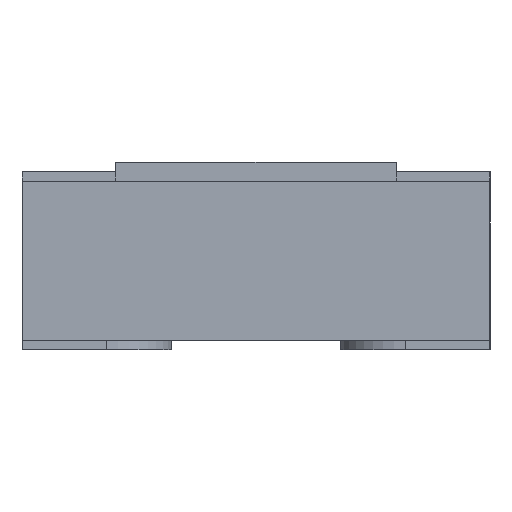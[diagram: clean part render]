
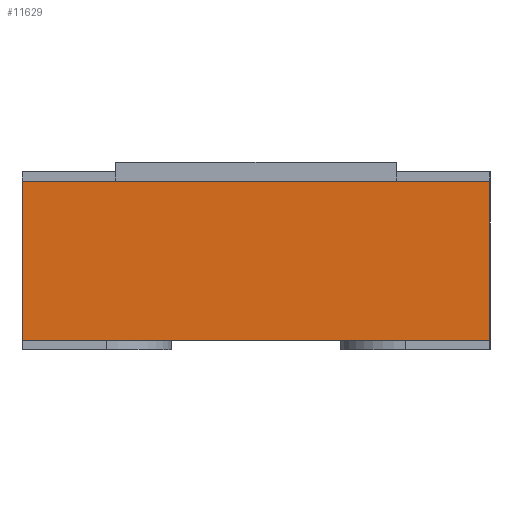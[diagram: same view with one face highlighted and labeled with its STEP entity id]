
A CAD part, left-side view. The second image highlights one B-rep face of the part: STEP entity #11629.
In plain terms, the highlighted planar face has unit normal (-1, 0, 0).
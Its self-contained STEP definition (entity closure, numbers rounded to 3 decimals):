
#1396 = ORIENTED_EDGE ( 'NONE', *, *, #11778, .F. ) ;
#2425 = LINE ( 'NONE', #10420, #8457 ) ;
#2998 = CARTESIAN_POINT ( 'NONE',  ( -1., -0.5, 0.34 ) ) ;
#3389 = ORIENTED_EDGE ( 'NONE', *, *, #11282, .F. ) ;
#4291 = CARTESIAN_POINT ( 'NONE',  ( -1., -0.5, 0. ) ) ;
#4394 = CARTESIAN_POINT ( 'NONE',  ( -1., -0.5, 0.34 ) ) ;
#4840 = VERTEX_POINT ( 'NONE', #15208 ) ;
#4913 = CARTESIAN_POINT ( 'NONE',  ( -1., -0.5, 0.34 ) ) ;
#6233 = CARTESIAN_POINT ( 'NONE',  ( -1., 0.5, 0.34 ) ) ;
#7078 = CARTESIAN_POINT ( 'NONE',  ( -1., -0.5, 0.34 ) ) ;
#7162 = DIRECTION ( 'NONE',  ( 0., 0., -1. ) ) ;
#8399 = FACE_OUTER_BOUND ( 'NONE', #18927, .T. ) ;
#8457 = VECTOR ( 'NONE', #7162, 1000. ) ;
#8574 = ORIENTED_EDGE ( 'NONE', *, *, #15365, .T. ) ;
#9059 = LINE ( 'NONE', #4394, #18512 ) ;
#9256 = DIRECTION ( 'NONE',  ( 0., 0., -1. ) ) ;
#10420 = CARTESIAN_POINT ( 'NONE',  ( -1., 0.5, 0.34 ) ) ;
#10878 = LINE ( 'NONE', #2998, #11003 ) ;
#11003 = VECTOR ( 'NONE', #9256, 1000. ) ;
#11282 = EDGE_CURVE ( 'NONE', #11702, #11785, #10878, .T. ) ;
#11629 = ADVANCED_FACE ( 'NONE', ( #8399 ), #11751, .F. ) ;
#11702 = VERTEX_POINT ( 'NONE', #4913 ) ;
#11751 = PLANE ( 'NONE',  #19439 ) ;
#11778 = EDGE_CURVE ( 'NONE', #13296, #11702, #9059, .T. ) ;
#11785 = VERTEX_POINT ( 'NONE', #4291 ) ;
#12425 = EDGE_CURVE ( 'NONE', #13296, #4840, #2425, .T. ) ;
#13296 = VERTEX_POINT ( 'NONE', #6233 ) ;
#14011 = CARTESIAN_POINT ( 'NONE',  ( -1., -0.5, 0. ) ) ;
#14114 = LINE ( 'NONE', #14011, #17147 ) ;
#15208 = CARTESIAN_POINT ( 'NONE',  ( -1., 0.5, 0. ) ) ;
#15269 = DIRECTION ( 'NONE',  ( 0., 0., -1. ) ) ;
#15365 = EDGE_CURVE ( 'NONE', #4840, #11785, #14114, .T. ) ;
#15631 = DIRECTION ( 'NONE',  ( 0., -1., 0. ) ) ;
#16765 = DIRECTION ( 'NONE',  ( 0., -1., 0. ) ) ;
#17147 = VECTOR ( 'NONE', #15631, 1000. ) ;
#17837 = DIRECTION ( 'NONE',  ( 1., 0., 0. ) ) ;
#18512 = VECTOR ( 'NONE', #16765, 1000. ) ;
#18927 = EDGE_LOOP ( 'NONE', ( #8574, #3389, #1396, #19104 ) ) ;
#19104 = ORIENTED_EDGE ( 'NONE', *, *, #12425, .T. ) ;
#19439 = AXIS2_PLACEMENT_3D ( 'NONE', #7078, #17837, #15269 ) ;
